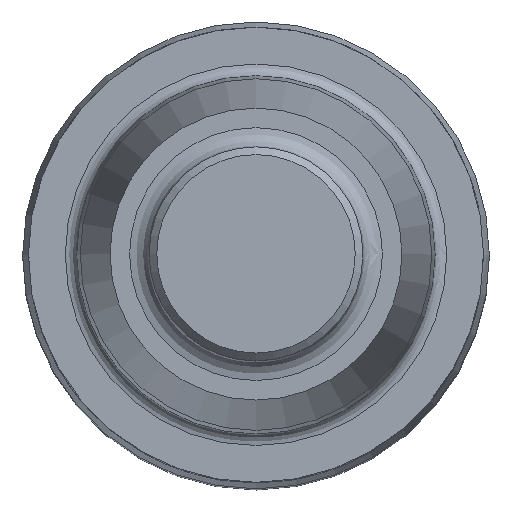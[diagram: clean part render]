
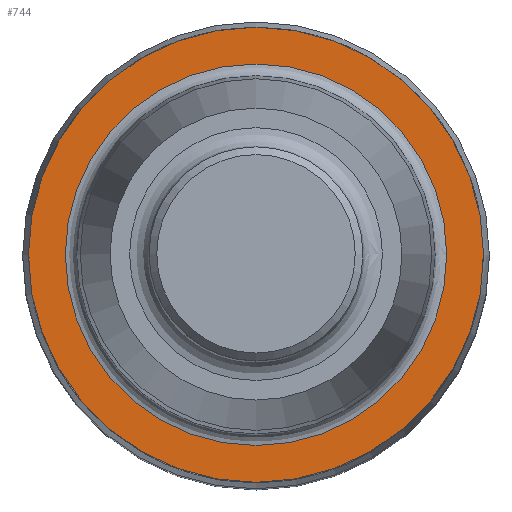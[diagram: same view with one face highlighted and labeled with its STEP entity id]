
A CAD part, top view. The second image highlights one B-rep face of the part: STEP entity #744.
In plain terms, the highlighted free-form (B-spline) face has degree [1, 1] with [2, 2] control points.
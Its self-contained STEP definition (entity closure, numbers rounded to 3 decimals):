
#8 = VERTEX_POINT('', #9);
#9 = CARTESIAN_POINT('', (4.904, 0., 0.));
#35 = EDGE_CURVE('', #8, #8, #36, .T.);
#36 = CIRCLE('', #37, 4.904);
#37 = AXIS2_PLACEMENT_3D('', #38, #39, #40);
#38 = CARTESIAN_POINT('', (0., 0., 0.));
#39 = DIRECTION('', (0., 0., -1.));
#40 = DIRECTION('', (1., 0., 0.));
#459 = VERTEX_POINT('', #460);
#460 = CARTESIAN_POINT('', (-5.85, 0., 0.));
#466 = EDGE_CURVE('', #459, #459, #467, .T.);
#467 = CIRCLE('', #468, 5.85);
#468 = AXIS2_PLACEMENT_3D('', #469, #470, #471);
#469 = CARTESIAN_POINT('', (0., 0., 0.));
#470 = DIRECTION('', (0., 0., -1.));
#471 = DIRECTION('', (-1., 0., 0.));
#744 = ADVANCED_FACE('', (#745, #748), #751, .T.);
#745 = FACE_OUTER_BOUND('', #746, .T.);
#746 = EDGE_LOOP('', (#747));
#747 = ORIENTED_EDGE('', *, *, #466, .F.);
#748 = FACE_BOUND('', #749, .T.);
#749 = EDGE_LOOP('', (#750));
#750 = ORIENTED_EDGE('', *, *, #35, .T.);
#751 = B_SPLINE_SURFACE_WITH_KNOTS('', 1, 1, ((#752, #753), (#754, #755)), .UNSPECIFIED., .F., .F., .U., (2, 2), (2, 2), (-5.851, 5.851), (-11.701, 0.001), .UNSPECIFIED.);
#752 = CARTESIAN_POINT('', (-5.851, -5.851, 0.));
#753 = CARTESIAN_POINT('', (-5.851, 5.851, 0.));
#754 = CARTESIAN_POINT('', (5.851, -5.851, 0.));
#755 = CARTESIAN_POINT('', (5.851, 5.851, 0.));
